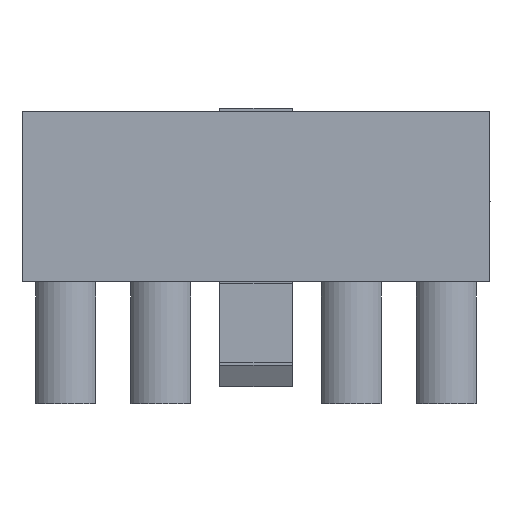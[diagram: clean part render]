
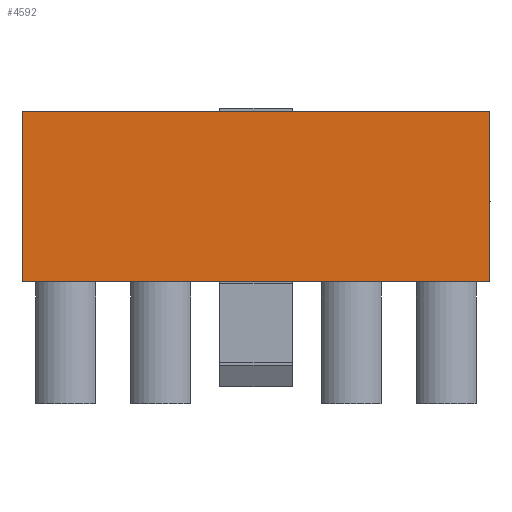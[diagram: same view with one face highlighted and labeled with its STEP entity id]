
A CAD part, front view. The second image highlights one B-rep face of the part: STEP entity #4592.
In plain terms, the highlighted planar face has unit normal (0, -1, 0).
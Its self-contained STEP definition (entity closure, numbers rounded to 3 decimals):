
#4579=AXIS2_PLACEMENT_3D('Plane Axis2P3D',#4576,#4577,#4578) ;
#3393=CARTESIAN_POINT('Vertex',(37.478,0.,9.75)) ;
#3419=CARTESIAN_POINT('Vertex',(37.478,0.,23.375)) ;
#3422=CARTESIAN_POINT('Line Origine',(37.478,0.,16.563)) ;
#3894=CARTESIAN_POINT('Line Origine',(18.739,0.,9.75)) ;
#3898=CARTESIAN_POINT('Vertex',(0.,0.,9.75)) ;
#4345=CARTESIAN_POINT('Line Origine',(18.739,0.,23.375)) ;
#4349=CARTESIAN_POINT('Vertex',(0.,0.,23.375)) ;
#4576=CARTESIAN_POINT('Axis2P3D Location',(0.,0.,23.375)) ;
#4581=CARTESIAN_POINT('Line Origine',(0.,0.,16.563)) ;
#3423=DIRECTION('Vector Direction',(0.,0.,1.)) ;
#3895=DIRECTION('Vector Direction',(-1.,0.,0.)) ;
#4346=DIRECTION('Vector Direction',(-1.,0.,0.)) ;
#4577=DIRECTION('Axis2P3D Direction',(0.,-1.,0.)) ;
#4578=DIRECTION('Axis2P3D XDirection',(-1.,0.,0.)) ;
#4582=DIRECTION('Vector Direction',(0.,0.,1.)) ;
#3424=VECTOR('Line Direction',#3423,1.) ;
#3896=VECTOR('Line Direction',#3895,1.) ;
#4347=VECTOR('Line Direction',#4346,1.) ;
#4583=VECTOR('Line Direction',#4582,1.) ;
#4587=ORIENTED_EDGE('',*,*,#3426,.T.) ;
#4588=ORIENTED_EDGE('',*,*,#4351,.T.) ;
#4589=ORIENTED_EDGE('',*,*,#4585,.F.) ;
#4590=ORIENTED_EDGE('',*,*,#3900,.F.) ;
#4592=ADVANCED_FACE('BODY',(#4591),#4580,.T.) ;
#3426=EDGE_CURVE('',#3394,#3420,#3425,.T.) ;
#3900=EDGE_CURVE('',#3394,#3899,#3897,.T.) ;
#4351=EDGE_CURVE('',#3420,#4350,#4348,.T.) ;
#4585=EDGE_CURVE('',#3899,#4350,#4584,.T.) ;
#4586=EDGE_LOOP('',(#4587,#4588,#4589,#4590)) ;
#4591=FACE_OUTER_BOUND('',#4586,.T.) ;
#3425=LINE('Line',#3422,#3424) ;
#3897=LINE('Line',#3894,#3896) ;
#4348=LINE('Line',#4345,#4347) ;
#4584=LINE('Line',#4581,#4583) ;
#4580=PLANE('',#4579) ;
#3394=VERTEX_POINT('',#3393) ;
#3420=VERTEX_POINT('',#3419) ;
#3899=VERTEX_POINT('',#3898) ;
#4350=VERTEX_POINT('',#4349) ;
